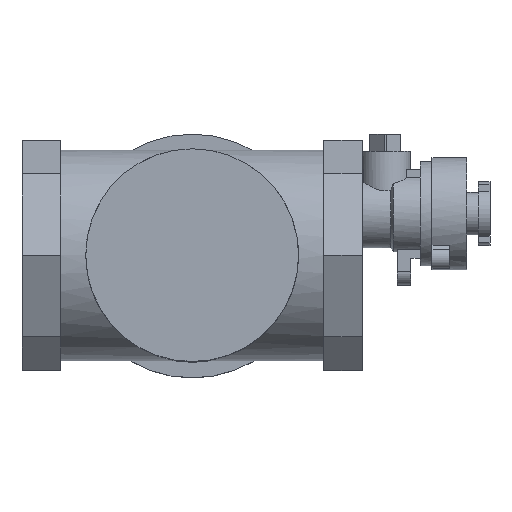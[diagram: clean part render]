
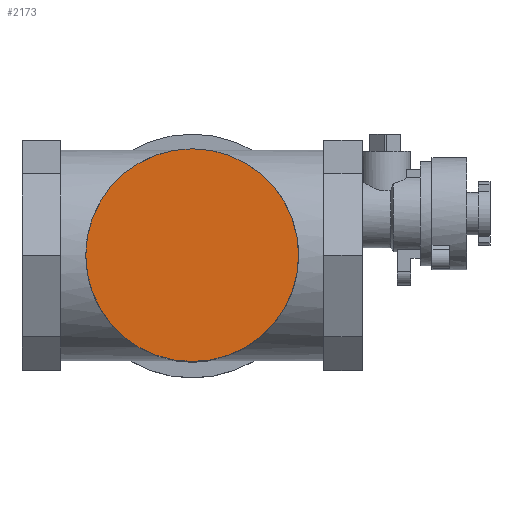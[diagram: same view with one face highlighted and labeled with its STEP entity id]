
A CAD part, top view. The second image highlights one B-rep face of the part: STEP entity #2173.
In plain terms, the highlighted planar face has unit normal (0, 0, 1).
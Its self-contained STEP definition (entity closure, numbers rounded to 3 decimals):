
#453=PLANE('',#2327);
#594=FACE_OUTER_BOUND('',#743,.T.);
#743=EDGE_LOOP('',(#1613));
#901=CIRCLE('',#2328,27.5);
#1028=VERTEX_POINT('',#3474);
#1256=EDGE_CURVE('',#1028,#1028,#901,.T.);
#1613=ORIENTED_EDGE('',*,*,#1256,.T.);
#2173=ADVANCED_FACE('',(#594),#453,.F.);
#2327=AXIS2_PLACEMENT_3D('',#3473,#2646,#2647);
#2328=AXIS2_PLACEMENT_3D('',#3475,#2648,#2649);
#2646=DIRECTION('center_axis',(0.,0.,-1.));
#2647=DIRECTION('ref_axis',(-1.,0.,0.));
#2648=DIRECTION('center_axis',(0.,0.,1.));
#2649=DIRECTION('ref_axis',(0.,-1.,0.));
#3473=CARTESIAN_POINT('Origin',(0.,0.,
0.));
#3474=CARTESIAN_POINT('',(0.,-27.5,0.));
#3475=CARTESIAN_POINT('Origin',(0.,0.,
0.));
